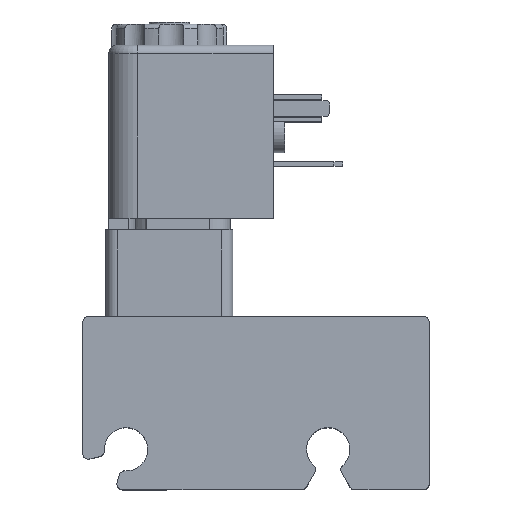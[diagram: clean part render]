
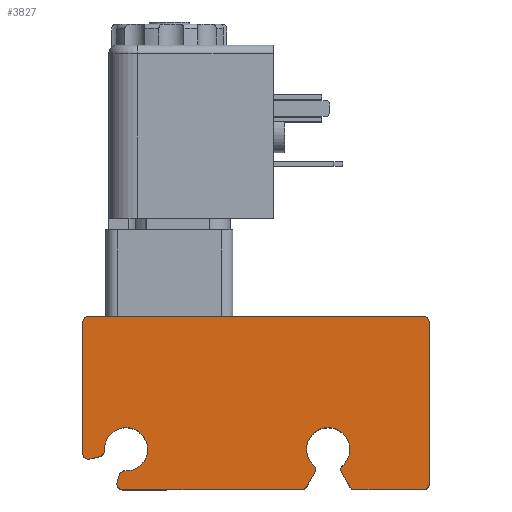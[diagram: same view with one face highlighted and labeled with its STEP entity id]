
A CAD part, top view. The second image highlights one B-rep face of the part: STEP entity #3827.
In plain terms, the highlighted planar face has unit normal (0, 0, 1).
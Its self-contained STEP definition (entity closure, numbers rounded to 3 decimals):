
#2693=CARTESIAN_POINT('',(41.876,14.34,24.));
#2694=VERTEX_POINT('',#2693);
#2709=CARTESIAN_POINT('',(-16.124,14.34,24.));
#2710=VERTEX_POINT('',#2709);
#2717=CARTESIAN_POINT('',(-16.124,14.34,24.));
#2718=DIRECTION('',(1.0,0.0,0.0));
#2719=VECTOR('',#2718,58.);
#2720=LINE('',#2717,#2719);
#2721=EDGE_CURVE('',#2710,#2694,#2720,.T.);
#3589=CARTESIAN_POINT('',(-13.37,-8.846,24.));
#3590=VERTEX_POINT('',#3589);
#3591=CARTESIAN_POINT('',(-14.11,-9.862,24.));
#3592=VERTEX_POINT('',#3591);
#3593=CARTESIAN_POINT('',(-14.368,-8.896,24.));
#3594=DIRECTION('',(0.0,0.0,-1.0));
#3595=DIRECTION('',(0.808,-0.589,0.0));
#3596=AXIS2_PLACEMENT_3D('',#3593,#3594,#3595);
#3597=CIRCLE('',#3596,1.0);
#3598=EDGE_CURVE('',#3590,#3592,#3597,.T.);
#3632=CARTESIAN_POINT('',(-15.866,-10.332,24.));
#3633=VERTEX_POINT('',#3632);
#3634=CARTESIAN_POINT('',(-14.11,-9.862,24.));
#3635=DIRECTION('',(-0.966,-0.259,0.0));
#3636=VECTOR('',#3635,1.818);
#3637=LINE('',#3634,#3636);
#3638=EDGE_CURVE('',#3592,#3633,#3637,.T.);
#3657=CARTESIAN_POINT('',(12.516,-1.735,24.));
#3658=DIRECTION('',(0.0,0.0,1.0));
#3659=DIRECTION('',(1.0,0.0,0.0));
#3660=AXIS2_PLACEMENT_3D('',#3657,#3658,#3659);
#3661=PLANE('',#3660);
#3662=ORIENTED_EDGE('',*,*,#3598,.F.);
#3663=CARTESIAN_POINT('',(-9.811,-12.405,24.));
#3664=VERTEX_POINT('',#3663);
#3665=CARTESIAN_POINT('',(-9.624,-8.66,24.));
#3666=DIRECTION('',(0.0,0.0,1.0));
#3667=DIRECTION('',(0.259,0.966,0.0));
#3668=AXIS2_PLACEMENT_3D('',#3665,#3666,#3667);
#3669=CIRCLE('',#3668,3.75);
#3670=EDGE_CURVE('',#3664,#3590,#3669,.T.);
#3671=ORIENTED_EDGE('',*,*,#3670,.F.);
#3672=CARTESIAN_POINT('',(-10.826,-13.145,24.));
#3673=VERTEX_POINT('',#3672);
#3674=CARTESIAN_POINT('',(-9.86,-13.404,24.));
#3675=DIRECTION('',(0.0,0.0,-1.0));
#3676=DIRECTION('',(-0.589,0.808,0.0));
#3677=AXIS2_PLACEMENT_3D('',#3674,#3675,#3676);
#3678=CIRCLE('',#3677,1.0);
#3679=EDGE_CURVE('',#3673,#3664,#3678,.T.);
#3680=ORIENTED_EDGE('',*,*,#3679,.F.);
#3681=CARTESIAN_POINT('',(-11.163,-14.401,24.));
#3682=VERTEX_POINT('',#3681);
#3683=CARTESIAN_POINT('',(-11.163,-14.401,24.));
#3684=DIRECTION('',(0.259,0.966,0.0));
#3685=VECTOR('',#3684,1.3);
#3686=LINE('',#3683,#3685);
#3687=EDGE_CURVE('',#3682,#3673,#3686,.T.);
#3688=ORIENTED_EDGE('',*,*,#3687,.F.);
#3689=CARTESIAN_POINT('',(-10.197,-15.66,24.));
#3690=VERTEX_POINT('',#3689);
#3691=CARTESIAN_POINT('',(-10.197,-14.66,24.));
#3692=DIRECTION('',(0.0,0.0,-1.0));
#3693=DIRECTION('',(-0.793,-0.609,0.0));
#3694=AXIS2_PLACEMENT_3D('',#3691,#3692,#3693);
#3695=CIRCLE('',#3694,1.0);
#3696=EDGE_CURVE('',#3690,#3682,#3695,.T.);
#3697=ORIENTED_EDGE('',*,*,#3696,.F.);
#3698=CARTESIAN_POINT('',(20.757,-15.66,24.));
#3699=VERTEX_POINT('',#3698);
#3700=CARTESIAN_POINT('',(20.757,-15.66,24.));
#3701=DIRECTION('',(-1.0,0.0,0.0));
#3702=VECTOR('',#3701,30.954);
#3703=LINE('',#3700,#3702);
#3704=EDGE_CURVE('',#3699,#3690,#3703,.T.);
#3705=ORIENTED_EDGE('',*,*,#3704,.F.);
#3706=CARTESIAN_POINT('',(21.623,-15.16,24.));
#3707=VERTEX_POINT('',#3706);
#3708=CARTESIAN_POINT('',(20.757,-14.66,24.));
#3709=DIRECTION('',(0.0,0.0,-1.0));
#3710=DIRECTION('',(0.5,-0.866,0.0));
#3711=AXIS2_PLACEMENT_3D('',#3708,#3709,#3710);
#3712=CIRCLE('',#3711,1.0);
#3713=EDGE_CURVE('',#3707,#3699,#3712,.T.);
#3714=ORIENTED_EDGE('',*,*,#3713,.F.);
#3715=CARTESIAN_POINT('',(23.054,-12.681,24.));
#3716=VERTEX_POINT('',#3715);
#3717=CARTESIAN_POINT('',(23.054,-12.681,24.));
#3718=DIRECTION('',(-0.5,-0.866,0.0));
#3719=VECTOR('',#3718,2.862);
#3720=LINE('',#3717,#3719);
#3721=EDGE_CURVE('',#3716,#3707,#3720,.T.);
#3722=ORIENTED_EDGE('',*,*,#3721,.F.);
#3723=CARTESIAN_POINT('',(22.859,-11.44,24.));
#3724=VERTEX_POINT('',#3723);
#3725=CARTESIAN_POINT('',(22.188,-12.181,24.));
#3726=DIRECTION('',(0.0,0.0,-1.0));
#3727=DIRECTION('',(0.988,0.155,0.0));
#3728=AXIS2_PLACEMENT_3D('',#3725,#3726,#3727);
#3729=CIRCLE('',#3728,1.0);
#3730=EDGE_CURVE('',#3724,#3716,#3729,.T.);
#3731=ORIENTED_EDGE('',*,*,#3730,.F.);
#3732=CARTESIAN_POINT('',(27.892,-11.44,24.));
#3733=VERTEX_POINT('',#3732);
#3734=CARTESIAN_POINT('',(25.376,-8.66,24.));
#3735=DIRECTION('',(0.0,0.0,1.0));
#3736=DIRECTION('',(-0.5,0.866,0.0));
#3737=AXIS2_PLACEMENT_3D('',#3734,#3735,#3736);
#3738=CIRCLE('',#3737,3.75);
#3739=EDGE_CURVE('',#3733,#3724,#3738,.T.);
#3740=ORIENTED_EDGE('',*,*,#3739,.F.);
#3741=CARTESIAN_POINT('',(27.697,-12.681,24.));
#3742=VERTEX_POINT('',#3741);
#3743=CARTESIAN_POINT('',(28.563,-12.181,24.));
#3744=DIRECTION('',(0.0,0.0,-1.0));
#3745=DIRECTION('',(-0.988,0.155,0.0));
#3746=AXIS2_PLACEMENT_3D('',#3743,#3744,#3745);
#3747=CIRCLE('',#3746,1.0);
#3748=EDGE_CURVE('',#3742,#3733,#3747,.T.);
#3749=ORIENTED_EDGE('',*,*,#3748,.F.);
#3750=CARTESIAN_POINT('',(29.128,-15.16,24.));
#3751=VERTEX_POINT('',#3750);
#3752=CARTESIAN_POINT('',(29.128,-15.16,24.));
#3753=DIRECTION('',(-0.5,0.866,0.0));
#3754=VECTOR('',#3753,2.862);
#3755=LINE('',#3752,#3754);
#3756=EDGE_CURVE('',#3751,#3742,#3755,.T.);
#3757=ORIENTED_EDGE('',*,*,#3756,.F.);
#3758=CARTESIAN_POINT('',(29.994,-15.66,24.));
#3759=VERTEX_POINT('',#3758);
#3760=CARTESIAN_POINT('',(29.994,-14.66,24.));
#3761=DIRECTION('',(0.0,0.0,-1.0));
#3762=DIRECTION('',(-0.5,-0.866,0.0));
#3763=AXIS2_PLACEMENT_3D('',#3760,#3761,#3762);
#3764=CIRCLE('',#3763,1.0);
#3765=EDGE_CURVE('',#3759,#3751,#3764,.T.);
#3766=ORIENTED_EDGE('',*,*,#3765,.F.);
#3767=CARTESIAN_POINT('',(41.876,-15.66,24.));
#3768=VERTEX_POINT('',#3767);
#3769=CARTESIAN_POINT('',(41.876,-15.66,24.));
#3770=DIRECTION('',(-1.0,0.0,0.0));
#3771=VECTOR('',#3770,11.881);
#3772=LINE('',#3769,#3771);
#3773=EDGE_CURVE('',#3768,#3759,#3772,.T.);
#3774=ORIENTED_EDGE('',*,*,#3773,.F.);
#3775=CARTESIAN_POINT('',(42.876,-14.66,24.));
#3776=VERTEX_POINT('',#3775);
#3777=CARTESIAN_POINT('',(41.876,-14.66,24.));
#3778=DIRECTION('',(0.0,0.0,-1.0));
#3779=DIRECTION('',(0.707,-0.707,0.0));
#3780=AXIS2_PLACEMENT_3D('',#3777,#3778,#3779);
#3781=CIRCLE('',#3780,1.0);
#3782=EDGE_CURVE('',#3776,#3768,#3781,.T.);
#3783=ORIENTED_EDGE('',*,*,#3782,.F.);
#3784=CARTESIAN_POINT('',(42.876,13.34,24.));
#3785=VERTEX_POINT('',#3784);
#3786=CARTESIAN_POINT('',(42.876,13.34,24.));
#3787=DIRECTION('',(0.0,-1.0,0.0));
#3788=VECTOR('',#3787,28.0);
#3789=LINE('',#3786,#3788);
#3790=EDGE_CURVE('',#3785,#3776,#3789,.T.);
#3791=ORIENTED_EDGE('',*,*,#3790,.F.);
#3792=CARTESIAN_POINT('',(41.876,13.34,24.));
#3793=DIRECTION('',(0.0,0.0,-1.0));
#3794=DIRECTION('',(0.707,0.707,0.0));
#3795=AXIS2_PLACEMENT_3D('',#3792,#3793,#3794);
#3796=CIRCLE('',#3795,1.0);
#3797=EDGE_CURVE('',#2694,#3785,#3796,.T.);
#3798=ORIENTED_EDGE('',*,*,#3797,.F.);
#3799=ORIENTED_EDGE('',*,*,#2721,.F.);
#3800=CARTESIAN_POINT('',(-17.124,13.34,24.));
#3801=VERTEX_POINT('',#3800);
#3802=CARTESIAN_POINT('',(-16.124,13.34,24.));
#3803=DIRECTION('',(0.0,0.0,-1.0));
#3804=DIRECTION('',(-0.707,0.707,0.0));
#3805=AXIS2_PLACEMENT_3D('',#3802,#3803,#3804);
#3806=CIRCLE('',#3805,1.0);
#3807=EDGE_CURVE('',#3801,#2710,#3806,.T.);
#3808=ORIENTED_EDGE('',*,*,#3807,.F.);
#3809=CARTESIAN_POINT('',(-17.124,-9.366,24.));
#3810=VERTEX_POINT('',#3809);
#3811=CARTESIAN_POINT('',(-17.124,-9.366,24.));
#3812=DIRECTION('',(0.0,1.0,0.0));
#3813=VECTOR('',#3812,22.706);
#3814=LINE('',#3811,#3813);
#3815=EDGE_CURVE('',#3810,#3801,#3814,.T.);
#3816=ORIENTED_EDGE('',*,*,#3815,.F.);
#3817=CARTESIAN_POINT('',(-16.124,-9.366,24.));
#3818=DIRECTION('',(0.0,0.0,-1.0));
#3819=DIRECTION('',(-0.609,-0.793,0.0));
#3820=AXIS2_PLACEMENT_3D('',#3817,#3818,#3819);
#3821=CIRCLE('',#3820,1.0);
#3822=EDGE_CURVE('',#3633,#3810,#3821,.T.);
#3823=ORIENTED_EDGE('',*,*,#3822,.F.);
#3824=ORIENTED_EDGE('',*,*,#3638,.F.);
#3825=EDGE_LOOP('',(#3662,#3671,#3680,#3688,#3697,#3705,#3714,#3722,#3731,#3740,#3749,#3757,#3766,#3774,#3783,#3791,#3798,#3799,#3808,#3816,#3823,#3824));
#3826=FACE_OUTER_BOUND('',#3825,.T.);
#3827=ADVANCED_FACE('',(#3826),#3661,.T.);
